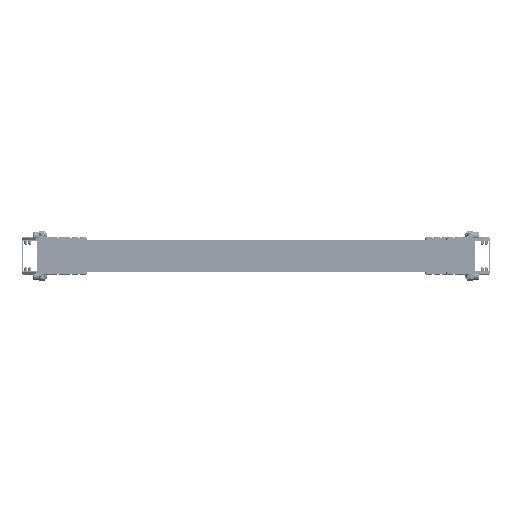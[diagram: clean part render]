
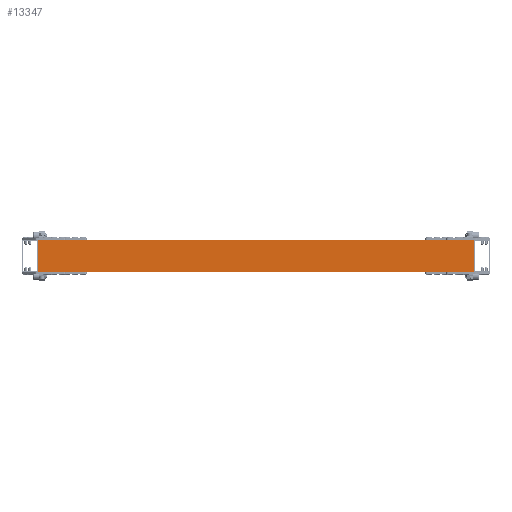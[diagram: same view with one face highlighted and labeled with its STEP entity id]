
A CAD part, front view. The second image highlights one B-rep face of the part: STEP entity #13347.
In plain terms, the highlighted planar face has unit normal (0, -1, 0).
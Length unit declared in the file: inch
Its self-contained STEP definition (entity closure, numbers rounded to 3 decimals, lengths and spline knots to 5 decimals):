
#318 = LINE ( 'NONE', #11943, #11364 ) ;
#369 = PLANE ( 'NONE',  #3599 ) ;
#575 = LINE ( 'NONE', #12273, #10678 ) ;
#1401 = FACE_OUTER_BOUND ( 'NONE', #5952, .T. ) ;
#1621 = CARTESIAN_POINT ( 'NONE',  ( 27.375, 0., 0. ) ) ;
#1847 = VECTOR ( 'NONE', #7101, 39.37008 ) ;
#1927 = CARTESIAN_POINT ( 'NONE',  ( 0., 0., -2. ) ) ;
#3599 = AXIS2_PLACEMENT_3D ( 'NONE', #8821, #12001, #13021 ) ;
#3705 = ORIENTED_EDGE ( 'NONE', *, *, #12223, .T. ) ;
#4205 = EDGE_CURVE ( 'NONE', #6491, #10781, #9657, .T. ) ;
#4893 = VECTOR ( 'NONE', #10825, 39.37008 ) ;
#5631 = CARTESIAN_POINT ( 'NONE',  ( 0., 0., 0. ) ) ;
#5858 = DIRECTION ( 'NONE',  ( 0., 0., -1. ) ) ;
#5952 = EDGE_LOOP ( 'NONE', ( #3705, #12723, #10433, #12189 ) ) ;
#6491 = VERTEX_POINT ( 'NONE', #1621 ) ;
#7001 = EDGE_CURVE ( 'NONE', #8009, #13038, #318, .T. ) ;
#7101 = DIRECTION ( 'NONE',  ( 0., 0., -1. ) ) ;
#7827 = DIRECTION ( 'NONE',  ( -1., 0., 0. ) ) ;
#8009 = VERTEX_POINT ( 'NONE', #8742 ) ;
#8742 = CARTESIAN_POINT ( 'NONE',  ( 27.375, 0., -2. ) ) ;
#8821 = CARTESIAN_POINT ( 'NONE',  ( 27.375, 0., 0. ) ) ;
#9657 = LINE ( 'NONE', #11735, #4893 ) ;
#10332 = EDGE_CURVE ( 'NONE', #6491, #8009, #12396, .T. ) ;
#10433 = ORIENTED_EDGE ( 'NONE', *, *, #10332, .F. ) ;
#10678 = VECTOR ( 'NONE', #5858, 39.37008 ) ;
#10781 = VERTEX_POINT ( 'NONE', #5631 ) ;
#10825 = DIRECTION ( 'NONE',  ( -1., 0., 0. ) ) ;
#11230 = CARTESIAN_POINT ( 'NONE',  ( 27.375, 0., 0. ) ) ;
#11364 = VECTOR ( 'NONE', #7827, 39.37008 ) ;
#11735 = CARTESIAN_POINT ( 'NONE',  ( 27.375, 0., 0. ) ) ;
#11943 = CARTESIAN_POINT ( 'NONE',  ( 27.375, 0., -2. ) ) ;
#12001 = DIRECTION ( 'NONE',  ( 0., 1., 0. ) ) ;
#12189 = ORIENTED_EDGE ( 'NONE', *, *, #4205, .T. ) ;
#12223 = EDGE_CURVE ( 'NONE', #10781, #13038, #575, .T. ) ;
#12273 = CARTESIAN_POINT ( 'NONE',  ( 0., 0., 0. ) ) ;
#12396 = LINE ( 'NONE', #11230, #1847 ) ;
#12723 = ORIENTED_EDGE ( 'NONE', *, *, #7001, .F. ) ;
#13021 = DIRECTION ( 'NONE',  ( 0., 0., 1. ) ) ;
#13038 = VERTEX_POINT ( 'NONE', #1927 ) ;
#13347 = ADVANCED_FACE ( 'NONE', ( #1401 ), #369, .F. ) ;
